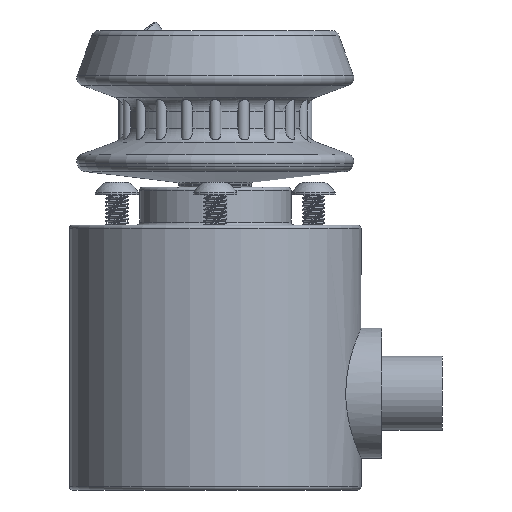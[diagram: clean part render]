
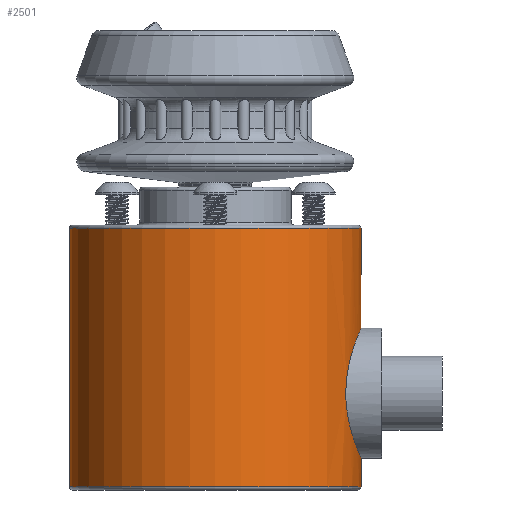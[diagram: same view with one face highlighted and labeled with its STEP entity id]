
A CAD part, left-side view. The second image highlights one B-rep face of the part: STEP entity #2501.
In plain terms, the highlighted cylindrical face has radius 19.25 mm (diameter 38.5 mm), a full revolution.
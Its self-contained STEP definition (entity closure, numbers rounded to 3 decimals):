
#358=B_SPLINE_CURVE_WITH_KNOTS('',3,(#3800,#3801,#3802,#3803,#3804,#3805,
#3806,#3807,#3808,#3809,#3810,#3811,#3812,#3813,#3814,#3815,#3816,#3817,
#3818,#3819,#3820,#3821,#3822,#3823,#3824,#3825,#3826,#3827,#3828,#3829,
#3830,#3831,#3832,#3833),.UNSPECIFIED.,.T.,.F.,(4,2,2,2,2,2,2,2,2,2,2,2,
2,2,2,2,4),(0.,0.328,0.657,0.985,1.313,
1.64,1.968,2.297,2.625,2.953,
3.282,3.61,3.938,4.265,4.593,
4.922,5.25),.UNSPECIFIED.);
#493=FACE_BOUND('',#746,.T.);
#494=FACE_BOUND('',#747,.T.);
#551=FACE_OUTER_BOUND('',#745,.T.);
#745=EDGE_LOOP('',(#1724));
#746=EDGE_LOOP('',(#1725));
#747=EDGE_LOOP('',(#1726));
#981=CIRCLE('',#2702,19.25);
#983=CIRCLE('',#2705,19.25);
#1110=VERTEX_POINT('',#3799);
#1121=VERTEX_POINT('',#3859);
#1123=VERTEX_POINT('',#3864);
#1351=EDGE_CURVE('',#1110,#1110,#358,.T.);
#1362=EDGE_CURVE('',#1121,#1121,#981,.T.);
#1364=EDGE_CURVE('',#1123,#1123,#983,.T.);
#1724=ORIENTED_EDGE('',*,*,#1364,.F.);
#1725=ORIENTED_EDGE('',*,*,#1351,.T.);
#1726=ORIENTED_EDGE('',*,*,#1362,.F.);
#2416=CYLINDRICAL_SURFACE('',#2704,19.25);
#2501=ADVANCED_FACE('',(#551,#493,#494),#2416,.T.);
#2702=AXIS2_PLACEMENT_3D('',#3860,#3061,#3062);
#2704=AXIS2_PLACEMENT_3D('',#3863,#3065,#3066);
#2705=AXIS2_PLACEMENT_3D('',#3865,#3067,#3068);
#3061=DIRECTION('center_axis',(0.,0.,-1.));
#3062=DIRECTION('ref_axis',(1.,0.,0.));
#3065=DIRECTION('center_axis',(0.,0.,-1.));
#3066=DIRECTION('ref_axis',(1.,0.,0.));
#3067=DIRECTION('center_axis',(0.,0.,1.));
#3068=DIRECTION('ref_axis',(1.,0.,0.));
#3799=CARTESIAN_POINT('',(-8.576,-17.234,-22.21));
#3800=CARTESIAN_POINT('Ctrl Pts',(-8.576,-17.234,-22.21));
#3801=CARTESIAN_POINT('Ctrl Pts',(-8.576,-17.234,-21.115));
#3802=CARTESIAN_POINT('Ctrl Pts',(-8.354,-17.35,-19.96));
#3803=CARTESIAN_POINT('Ctrl Pts',(-7.475,-17.746,-17.853));
#3804=CARTESIAN_POINT('Ctrl Pts',(-6.818,-18.02,-16.899));
#3805=CARTESIAN_POINT('Ctrl Pts',(-5.312,-18.52,-15.393));
#3806=CARTESIAN_POINT('Ctrl Pts',(-4.357,-18.781,-14.736));
#3807=CARTESIAN_POINT('Ctrl Pts',(-2.249,-19.148,-13.856));
#3808=CARTESIAN_POINT('Ctrl Pts',(-1.093,-19.25,-13.634));
#3809=CARTESIAN_POINT('Ctrl Pts',(1.093,-19.25,-13.634));
#3810=CARTESIAN_POINT('Ctrl Pts',(2.249,-19.148,-13.856));
#3811=CARTESIAN_POINT('Ctrl Pts',(4.357,-18.781,-14.736));
#3812=CARTESIAN_POINT('Ctrl Pts',(5.312,-18.52,-15.393));
#3813=CARTESIAN_POINT('Ctrl Pts',(6.818,-18.02,-16.899));
#3814=CARTESIAN_POINT('Ctrl Pts',(7.475,-17.746,-17.853));
#3815=CARTESIAN_POINT('Ctrl Pts',(8.354,-17.35,-19.96));
#3816=CARTESIAN_POINT('Ctrl Pts',(8.576,-17.234,-21.115));
#3817=CARTESIAN_POINT('Ctrl Pts',(8.576,-17.234,-23.305));
#3818=CARTESIAN_POINT('Ctrl Pts',(8.354,-17.35,-24.459));
#3819=CARTESIAN_POINT('Ctrl Pts',(7.475,-17.746,-26.567));
#3820=CARTESIAN_POINT('Ctrl Pts',(6.818,-18.02,-27.52));
#3821=CARTESIAN_POINT('Ctrl Pts',(5.312,-18.52,-29.026));
#3822=CARTESIAN_POINT('Ctrl Pts',(4.357,-18.781,-29.684));
#3823=CARTESIAN_POINT('Ctrl Pts',(2.249,-19.148,-30.564));
#3824=CARTESIAN_POINT('Ctrl Pts',(1.093,-19.25,-30.786));
#3825=CARTESIAN_POINT('Ctrl Pts',(-1.093,-19.25,-30.786));
#3826=CARTESIAN_POINT('Ctrl Pts',(-2.249,-19.148,-30.564));
#3827=CARTESIAN_POINT('Ctrl Pts',(-4.357,-18.781,-29.684));
#3828=CARTESIAN_POINT('Ctrl Pts',(-5.312,-18.52,-29.026));
#3829=CARTESIAN_POINT('Ctrl Pts',(-6.818,-18.02,-27.52));
#3830=CARTESIAN_POINT('Ctrl Pts',(-7.475,-17.746,-26.567));
#3831=CARTESIAN_POINT('Ctrl Pts',(-8.354,-17.35,-24.459));
#3832=CARTESIAN_POINT('Ctrl Pts',(-8.576,-17.234,-23.305));
#3833=CARTESIAN_POINT('Ctrl Pts',(-8.576,-17.234,-22.21));
#3859=CARTESIAN_POINT('',(-19.25,0.,-34.6));
#3860=CARTESIAN_POINT('Origin',(0.,0.,-34.6));
#3863=CARTESIAN_POINT('Origin',(0.,0.,0.));
#3864=CARTESIAN_POINT('',(-19.25,0.,-0.4));
#3865=CARTESIAN_POINT('Origin',(0.,0.,-0.4));
